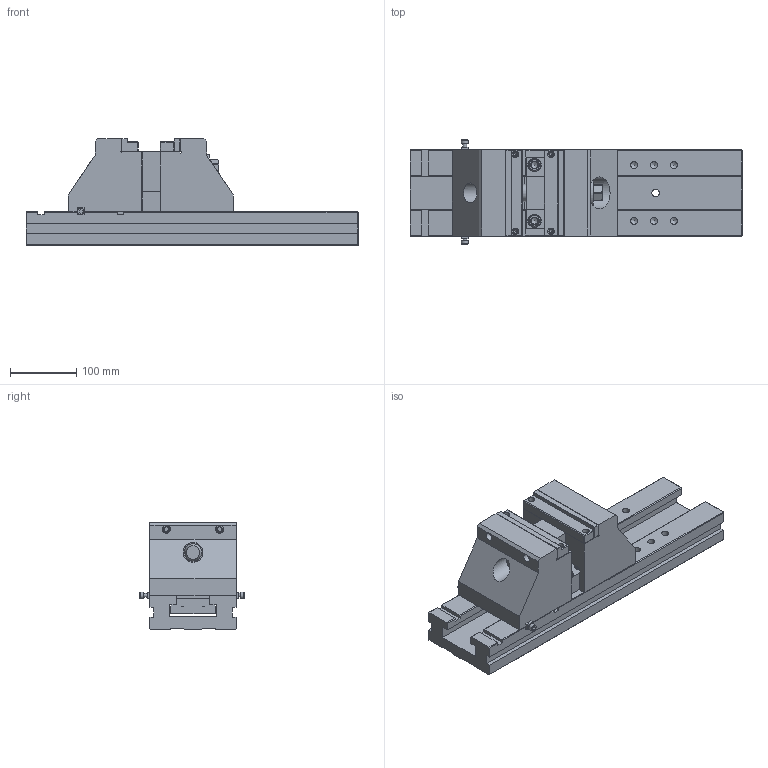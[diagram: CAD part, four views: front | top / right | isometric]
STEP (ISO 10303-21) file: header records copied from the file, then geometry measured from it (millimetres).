
FILE_DESCRIPTION(/* description */ (''),/* implementation_level */ '2;1');
FILE_NAME(/* name */ '25_130_Mordaza.stp',/* time_stamp */ '2014-04-17T10:25:00+02:00',/* author */ (''),/* organization */ (''),/* preprocessor_version */ 'ST-DEVELOPER v15',/* originating_system */ 'SIEMENS PLM Software NX 9.0',/* authorisation */ '');
FILE_SCHEMA (('CONFIG_CONTROL_DESIGN'));
Length unit declared in the file: millimetre
Products named in the file (1): 25_130_Mordaza
Bounding box: 500 x 157 x 161 mm (x, y, z)
Volume: 4933435.8 mm3; surface area: 603914.9 mm2
Topology: 4 solids, 12 shells, 886 faces, 2265 edges, 1428 vertices
Faces by surface type: plane 531, cylinder 179, cone 122, torus 42, sphere 12
Full cylindrical faces by diameter (mm): 2 x2, 5 x2, 5.188 x5, 5.795 x3, 6.5 x4, 6.985 x4, 8.5 x4, 10 x6, 10.5 x4, 10.579 x30, 11.5 x5, 11.701 x6, 12 x4, 12.5 x16, 13 x2, 18 x6, 19 x12, 20 x6, 20.4 x1, 21.25 x1, 24.7 x1, 26 x2, 26.4 x1, 26.5 x1, 28 x1, 30 x4, 33.8 x1, 34 x1, 42 x1, 44 x1
Entity records: 24974 total; most frequent: CARTESIAN_POINT 5165, DIRECTION 4092, ORIENTED_EDGE 3664, EDGE_CURVE 1832, AXIS2_PLACEMENT_3D 1473, VERTEX_POINT 1302, EDGE_LOOP 1245, LINE 1146
